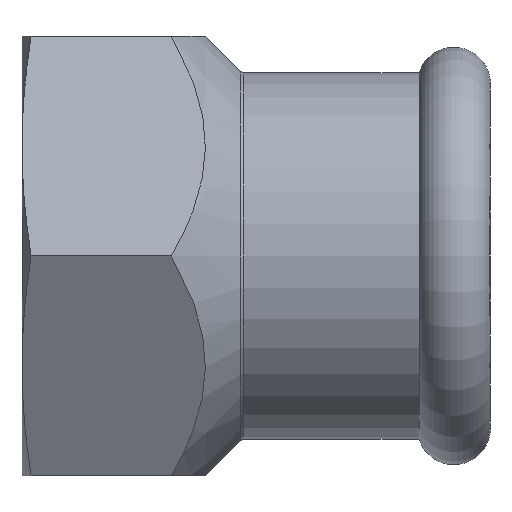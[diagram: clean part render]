
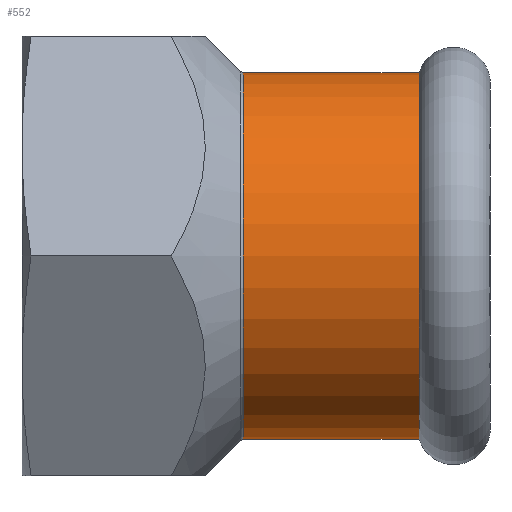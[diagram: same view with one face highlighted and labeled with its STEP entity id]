
A CAD part, left-side view. The second image highlights one B-rep face of the part: STEP entity #552.
In plain terms, the highlighted cylindrical face has radius 19.2 mm (diameter 38.4 mm), a full revolution.
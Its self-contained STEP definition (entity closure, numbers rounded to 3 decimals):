
#65=LINE('',#986,#83);
#83=VECTOR('',#793,19.2);
#97=CYLINDRICAL_SURFACE('',#645,19.2);
#114=FACE_OUTER_BOUND('',#150,.T.);
#150=EDGE_LOOP('',(#441,#442,#443,#444,#445,#446));
#169=CIRCLE('',#592,19.2);
#170=CIRCLE('',#593,19.2);
#207=CIRCLE('',#642,19.2);
#208=CIRCLE('',#643,19.2);
#218=VERTEX_POINT('',#859);
#219=VERTEX_POINT('',#860);
#253=VERTEX_POINT('',#950);
#254=VERTEX_POINT('',#952);
#274=EDGE_CURVE('',#218,#219,#169,.T.);
#275=EDGE_CURVE('',#219,#218,#170,.T.);
#319=EDGE_CURVE('',#253,#254,#207,.T.);
#320=EDGE_CURVE('',#254,#253,#208,.T.);
#329=EDGE_CURVE('',#254,#219,#65,.T.);
#441=ORIENTED_EDGE('',*,*,#319,.F.);
#442=ORIENTED_EDGE('',*,*,#320,.F.);
#443=ORIENTED_EDGE('',*,*,#329,.T.);
#444=ORIENTED_EDGE('',*,*,#275,.T.);
#445=ORIENTED_EDGE('',*,*,#274,.T.);
#446=ORIENTED_EDGE('',*,*,#329,.F.);
#552=ADVANCED_FACE('',(#114),#97,.T.);
#592=AXIS2_PLACEMENT_3D('',#861,#677,#678);
#593=AXIS2_PLACEMENT_3D('',#862,#679,#680);
#642=AXIS2_PLACEMENT_3D('',#953,#784,#785);
#643=AXIS2_PLACEMENT_3D('',#954,#786,#787);
#645=AXIS2_PLACEMENT_3D('',#985,#791,#792);
#677=DIRECTION('center_axis',(0.,1.,0.));
#678=DIRECTION('ref_axis',(0.,0.,1.));
#679=DIRECTION('center_axis',(0.,1.,0.));
#680=DIRECTION('ref_axis',(0.,0.,1.));
#784=DIRECTION('center_axis',(0.,1.,0.));
#785=DIRECTION('ref_axis',(0.,0.,-1.));
#786=DIRECTION('center_axis',(0.,1.,0.));
#787=DIRECTION('ref_axis',(0.,0.,-1.));
#791=DIRECTION('center_axis',(0.,1.,0.));
#792=DIRECTION('ref_axis',(0.,0.,1.));
#793=DIRECTION('',(0.,-1.,0.));
#859=CARTESIAN_POINT('',(0.,7.413,19.2));
#860=CARTESIAN_POINT('',(0.,7.413,-19.2));
#861=CARTESIAN_POINT('Origin',(0.,7.413,0.));
#862=CARTESIAN_POINT('Origin',(0.,7.413,0.));
#950=CARTESIAN_POINT('',(0.,25.834,19.2));
#952=CARTESIAN_POINT('',(0.,25.834,-19.2));
#953=CARTESIAN_POINT('Origin',(0.,25.834,0.));
#954=CARTESIAN_POINT('Origin',(0.,25.834,0.));
#985=CARTESIAN_POINT('Origin',(0.,17.206,0.));
#986=CARTESIAN_POINT('',(0.,17.206,-19.2));
